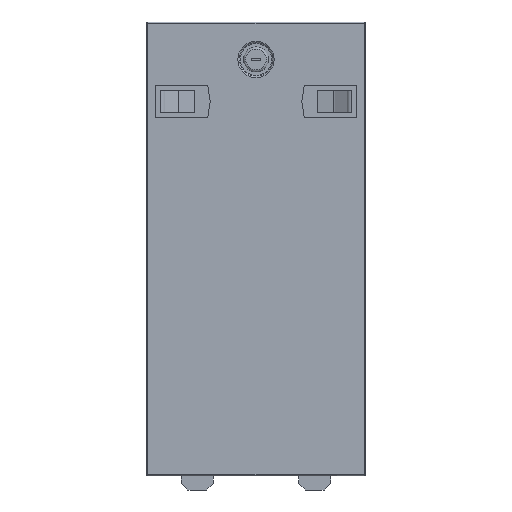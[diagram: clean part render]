
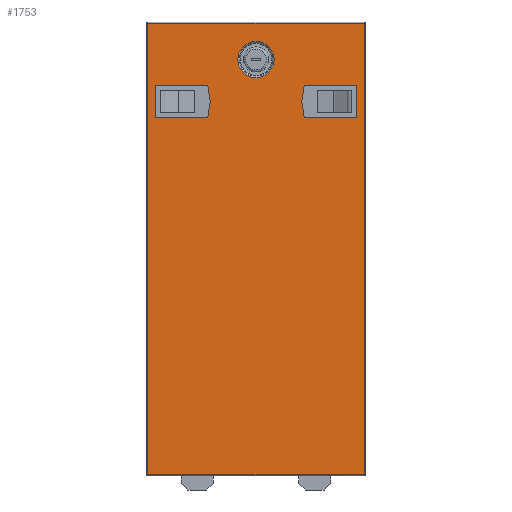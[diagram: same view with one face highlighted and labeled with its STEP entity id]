
A CAD part, front view. The second image highlights one B-rep face of the part: STEP entity #1753.
In plain terms, the highlighted planar face has unit normal (0, -1, 0).
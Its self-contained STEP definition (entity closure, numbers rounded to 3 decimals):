
#31=FACE_BOUND('',#214,.T.);
#32=FACE_BOUND('',#215,.T.);
#33=FACE_BOUND('',#216,.T.);
#59=CIRCLE('',#1872,16.);
#110=FACE_OUTER_BOUND('',#213,.T.);
#213=EDGE_LOOP('',(#1217,#1218,#1219,#1220));
#214=EDGE_LOOP('',(#1221,#1222,#1223,#1224));
#215=EDGE_LOOP('',(#1225,#1226,#1227,#1228));
#216=EDGE_LOOP('',(#1229));
#327=LINE('',#2515,#539);
#331=LINE('',#2523,#543);
#334=LINE('',#2529,#546);
#337=LINE('',#2534,#549);
#339=LINE('',#2539,#551);
#343=LINE('',#2547,#555);
#346=LINE('',#2553,#558);
#349=LINE('',#2558,#561);
#352=LINE('',#2577,#564);
#353=LINE('',#2579,#565);
#354=LINE('',#2581,#566);
#355=LINE('',#2582,#567);
#539=VECTOR('',#2022,10.);
#543=VECTOR('',#2028,10.);
#546=VECTOR('',#2033,10.);
#549=VECTOR('',#2038,10.);
#551=VECTOR('',#2042,10.);
#555=VECTOR('',#2048,10.);
#558=VECTOR('',#2053,10.);
#561=VECTOR('',#2058,10.);
#564=VECTOR('',#2079,10.);
#565=VECTOR('',#2080,10.);
#566=VECTOR('',#2081,10.);
#567=VECTOR('',#2082,10.);
#747=VERTEX_POINT('',#2513);
#748=VERTEX_POINT('',#2514);
#751=VERTEX_POINT('',#2522);
#753=VERTEX_POINT('',#2528);
#755=VERTEX_POINT('',#2537);
#756=VERTEX_POINT('',#2538);
#759=VERTEX_POINT('',#2546);
#761=VERTEX_POINT('',#2552);
#763=VERTEX_POINT('',#2561);
#768=VERTEX_POINT('',#2575);
#769=VERTEX_POINT('',#2576);
#770=VERTEX_POINT('',#2578);
#771=VERTEX_POINT('',#2580);
#915=EDGE_CURVE('',#747,#748,#327,.T.);
#919=EDGE_CURVE('',#748,#751,#331,.T.);
#922=EDGE_CURVE('',#751,#753,#334,.T.);
#925=EDGE_CURVE('',#753,#747,#337,.T.);
#927=EDGE_CURVE('',#755,#756,#339,.T.);
#931=EDGE_CURVE('',#759,#755,#343,.T.);
#934=EDGE_CURVE('',#761,#759,#346,.T.);
#937=EDGE_CURVE('',#756,#761,#349,.T.);
#939=EDGE_CURVE('',#763,#763,#59,.T.);
#946=EDGE_CURVE('',#768,#769,#352,.T.);
#947=EDGE_CURVE('',#770,#768,#353,.T.);
#948=EDGE_CURVE('',#771,#770,#354,.T.);
#949=EDGE_CURVE('',#769,#771,#355,.T.);
#1217=ORIENTED_EDGE('',*,*,#946,.F.);
#1218=ORIENTED_EDGE('',*,*,#947,.F.);
#1219=ORIENTED_EDGE('',*,*,#948,.F.);
#1220=ORIENTED_EDGE('',*,*,#949,.F.);
#1221=ORIENTED_EDGE('',*,*,#915,.T.);
#1222=ORIENTED_EDGE('',*,*,#919,.T.);
#1223=ORIENTED_EDGE('',*,*,#922,.T.);
#1224=ORIENTED_EDGE('',*,*,#925,.T.);
#1225=ORIENTED_EDGE('',*,*,#927,.T.);
#1226=ORIENTED_EDGE('',*,*,#937,.T.);
#1227=ORIENTED_EDGE('',*,*,#934,.T.);
#1228=ORIENTED_EDGE('',*,*,#931,.T.);
#1229=ORIENTED_EDGE('',*,*,#939,.F.);
#1669=PLANE('',#1879);
#1753=ADVANCED_FACE('',(#110,#31,#32,#33),#1669,.F.);
#1872=AXIS2_PLACEMENT_3D('',#2562,#2062,#2063);
#1879=AXIS2_PLACEMENT_3D('',#2574,#2077,#2078);
#2022=DIRECTION('',(0.,0.,1.));
#2028=DIRECTION('',(1.,0.,0.));
#2033=DIRECTION('',(0.,0.,-1.));
#2038=DIRECTION('',(-1.,0.,0.));
#2042=DIRECTION('',(0.,0.,-1.));
#2048=DIRECTION('',(1.,0.,0.));
#2053=DIRECTION('',(0.,0.,1.));
#2058=DIRECTION('',(-1.,0.,0.));
#2062=DIRECTION('center_axis',(0.,-1.,0.));
#2063=DIRECTION('ref_axis',(1.,0.,0.));
#2077=DIRECTION('center_axis',(0.,1.,0.));
#2078=DIRECTION('ref_axis',(1.,0.,0.));
#2079=DIRECTION('',(-1.,0.,0.));
#2080=DIRECTION('',(0.,0.,-1.));
#2081=DIRECTION('',(1.,0.,0.));
#2082=DIRECTION('',(0.,0.,1.));
#2513=CARTESIAN_POINT('',(46.5,0.,118.));
#2514=CARTESIAN_POINT('',(46.5,0.,142.));
#2515=CARTESIAN_POINT('',(46.5,0.,71.));
#2522=CARTESIAN_POINT('',(86.5,0.,142.));
#2523=CARTESIAN_POINT('',(43.25,0.,142.));
#2528=CARTESIAN_POINT('',(86.5,0.,118.));
#2529=CARTESIAN_POINT('',(86.5,0.,59.));
#2534=CARTESIAN_POINT('',(23.25,0.,118.));
#2537=CARTESIAN_POINT('',(-46.5,0.,142.));
#2538=CARTESIAN_POINT('',(-46.5,0.,118.));
#2539=CARTESIAN_POINT('',(-46.5,0.,71.));
#2546=CARTESIAN_POINT('',(-86.5,0.,142.));
#2547=CARTESIAN_POINT('',(-43.25,0.,142.));
#2552=CARTESIAN_POINT('',(-86.5,0.,118.));
#2553=CARTESIAN_POINT('',(-86.5,0.,59.));
#2558=CARTESIAN_POINT('',(-23.25,0.,118.));
#2561=CARTESIAN_POINT('',(0.,0.,151.));
#2562=CARTESIAN_POINT('Origin',(0.,0.,167.));
#2574=CARTESIAN_POINT('Origin',(0.,0.,0.));
#2575=CARTESIAN_POINT('',(95.5,0.,-199.));
#2576=CARTESIAN_POINT('',(-95.5,0.,-199.));
#2577=CARTESIAN_POINT('',(48.25,0.,-199.));
#2578=CARTESIAN_POINT('',(95.5,0.,199.));
#2579=CARTESIAN_POINT('',(95.5,0.,100.));
#2580=CARTESIAN_POINT('',(-95.5,0.,199.));
#2581=CARTESIAN_POINT('',(-48.25,0.,199.));
#2582=CARTESIAN_POINT('',(-95.5,0.,-100.));
